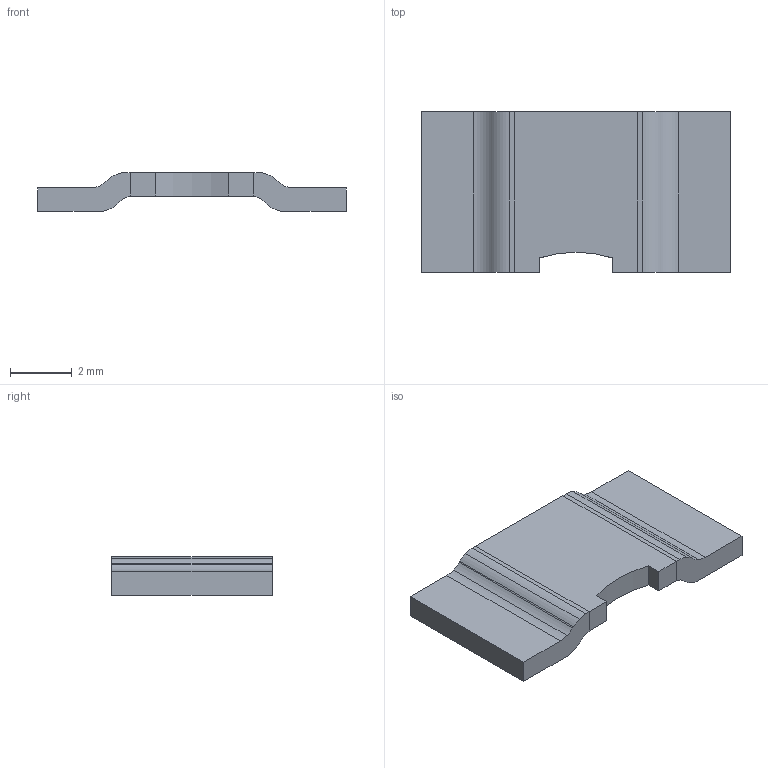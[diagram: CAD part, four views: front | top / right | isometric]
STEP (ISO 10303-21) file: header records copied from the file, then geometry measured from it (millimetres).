
FILE_DESCRIPTION(('FreeCAD Model'),'2;1');
FILE_NAME('WSL3921 (0.0005).step', '2019-10-31T11:40:45',(''),(''),'Open CASCADE STEP processor 7.3', 'FreeCAD','Unknown');
FILE_SCHEMA(('AUTOMOTIVE_DESIGN { 1 0 10303 214 1 1 1 1 }'));
Length unit declared in the file: millimetre
Products named in the file (4): WSL3921_(0.0005)003; WSL3921_(0.0005); WSL3921_(0.0005)001; WSL3921_(0.0005)002
Assembly tree (3 placements, depth 2):
  WSL3921_(0.0005)003
    WSL3921_(0.0005)
    WSL3921_(0.0005)001
    WSL3921_(0.0005)002
Bounding box: 10 x 5.2 x 1.26 mm (x, y, z)
Volume: 40.2 mm3; surface area: 144.5 mm2
Topology: 3 solids, 3 shells, 42 faces, 108 edges, 72 vertices
Faces by surface type: plane 27, cylinder 15
Entity records: 1374 total; most frequent: DIRECTION 230, CARTESIAN_POINT 226, ORIENTED_EDGE 216, EDGE_CURVE 108, LINE 78, VECTOR 78, AXIS2_PLACEMENT_3D 76, VERTEX_POINT 72
